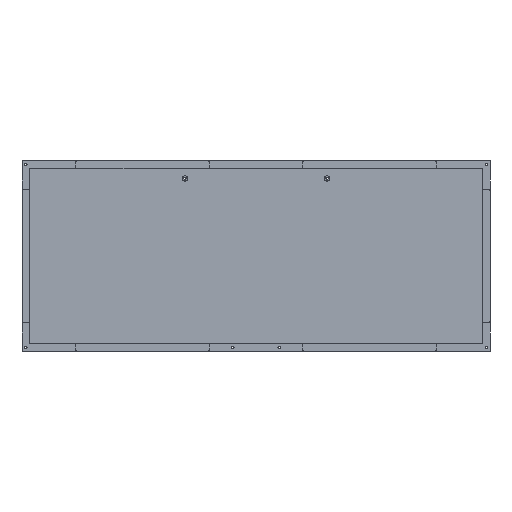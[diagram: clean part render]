
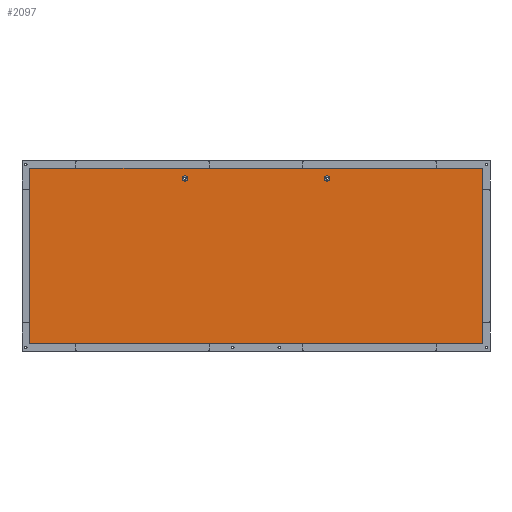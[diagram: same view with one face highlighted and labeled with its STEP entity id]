
A CAD part, top view. The second image highlights one B-rep face of the part: STEP entity #2097.
In plain terms, the highlighted planar face has unit normal (0, 0, 1).
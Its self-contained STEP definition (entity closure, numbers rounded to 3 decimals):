
#17=FACE_BOUND('',#272,.T.);
#18=FACE_BOUND('',#273,.T.);
#51=PLANE('',#2244);
#148=FACE_OUTER_BOUND('',#271,.T.);
#271=EDGE_LOOP('',(#1465,#1466,#1467,#1468,#1469,#1470,#1471));
#272=EDGE_LOOP('',(#1472));
#273=EDGE_LOOP('',(#1473));
#422=LINE('',#3104,#643);
#423=LINE('',#3106,#644);
#424=LINE('',#3108,#645);
#425=LINE('',#3110,#646);
#426=LINE('',#3112,#647);
#427=LINE('',#3114,#648);
#428=LINE('',#3115,#649);
#643=VECTOR('',#2479,10.);
#644=VECTOR('',#2480,10.);
#645=VECTOR('',#2481,10.);
#646=VECTOR('',#2482,10.);
#647=VECTOR('',#2483,10.);
#648=VECTOR('',#2484,10.);
#649=VECTOR('',#2485,10.);
#864=CIRCLE('',#2237,1.9);
#866=CIRCLE('',#2241,1.9);
#938=VERTEX_POINT('',#3088);
#940=VERTEX_POINT('',#3095);
#942=VERTEX_POINT('',#3102);
#943=VERTEX_POINT('',#3103);
#944=VERTEX_POINT('',#3105);
#945=VERTEX_POINT('',#3107);
#946=VERTEX_POINT('',#3109);
#947=VERTEX_POINT('',#3111);
#948=VERTEX_POINT('',#3113);
#1144=EDGE_CURVE('',#938,#938,#864,.T.);
#1147=EDGE_CURVE('',#940,#940,#866,.T.);
#1150=EDGE_CURVE('',#942,#943,#422,.T.);
#1151=EDGE_CURVE('',#943,#944,#423,.T.);
#1152=EDGE_CURVE('',#944,#945,#424,.T.);
#1153=EDGE_CURVE('',#945,#946,#425,.T.);
#1154=EDGE_CURVE('',#946,#947,#426,.T.);
#1155=EDGE_CURVE('',#947,#948,#427,.T.);
#1156=EDGE_CURVE('',#948,#942,#428,.T.);
#1465=ORIENTED_EDGE('',*,*,#1150,.T.);
#1466=ORIENTED_EDGE('',*,*,#1151,.T.);
#1467=ORIENTED_EDGE('',*,*,#1152,.T.);
#1468=ORIENTED_EDGE('',*,*,#1153,.T.);
#1469=ORIENTED_EDGE('',*,*,#1154,.T.);
#1470=ORIENTED_EDGE('',*,*,#1155,.T.);
#1471=ORIENTED_EDGE('',*,*,#1156,.T.);
#1472=ORIENTED_EDGE('',*,*,#1144,.T.);
#1473=ORIENTED_EDGE('',*,*,#1147,.T.);
#2097=ADVANCED_FACE('',(#148,#17,#18),#51,.T.);
#2237=AXIS2_PLACEMENT_3D('',#3089,#2461,#2462);
#2241=AXIS2_PLACEMENT_3D('',#3096,#2470,#2471);
#2244=AXIS2_PLACEMENT_3D('',#3101,#2477,#2478);
#2461=DIRECTION('center_axis',(0.,0.,-1.));
#2462=DIRECTION('ref_axis',(-1.,0.,0.));
#2470=DIRECTION('center_axis',(0.,0.,-1.));
#2471=DIRECTION('ref_axis',(-1.,0.,0.));
#2477=DIRECTION('center_axis',(0.,0.,1.));
#2478=DIRECTION('ref_axis',(0.,-1.,0.));
#2479=DIRECTION('',(-1.,0.,0.));
#2480=DIRECTION('',(-1.,0.,0.));
#2481=DIRECTION('',(-1.,0.,0.));
#2482=DIRECTION('',(0.,-1.,0.));
#2483=DIRECTION('',(1.,0.,0.));
#2484=DIRECTION('',(0.,1.,0.));
#2485=DIRECTION('',(-1.,0.,0.));
#3088=CARTESIAN_POINT('',(115.485,-8.,-10.));
#3089=CARTESIAN_POINT('Origin',(113.585,-8.,-10.));
#3095=CARTESIAN_POINT('',(215.485,-8.,-10.));
#3096=CARTESIAN_POINT('Origin',(213.585,-8.,-10.));
#3101=CARTESIAN_POINT('Origin',(-1.05,4.5,-10.));
#3102=CARTESIAN_POINT('',(196.377,-1.,-10.));
#3103=CARTESIAN_POINT('',(130.792,-1.,-10.));
#3104=CARTESIAN_POINT('',(196.377,-1.,-10.));
#3105=CARTESIAN_POINT('',(36.792,-1.,-10.));
#3106=CARTESIAN_POINT('',(130.792,-1.,-10.));
#3107=CARTESIAN_POINT('',(4.,-1.,-10.));
#3108=CARTESIAN_POINT('',(36.792,-1.,-10.));
#3109=CARTESIAN_POINT('',(4.,-124.286,-10.));
#3110=CARTESIAN_POINT('',(4.,-109.643,-10.));
#3111=CARTESIAN_POINT('',(323.169,-124.286,-10.));
#3112=CARTESIAN_POINT('',(290.377,-124.286,-10.));
#3113=CARTESIAN_POINT('',(323.169,-1.,-10.));
#3114=CARTESIAN_POINT('',(323.169,-15.643,-10.));
#3115=CARTESIAN_POINT('',(290.377,-1.,-10.));
